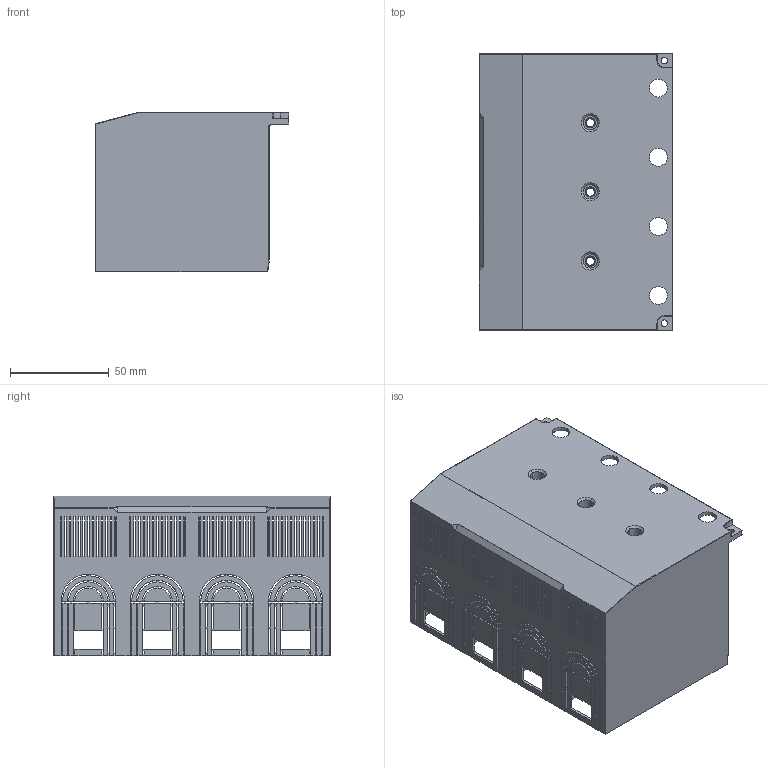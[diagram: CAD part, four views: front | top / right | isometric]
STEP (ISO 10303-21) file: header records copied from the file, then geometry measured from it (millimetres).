
FILE_DESCRIPTION(/* description */ (''),/* implementation_level */ '2;1');
FILE_NAME(/* name */ 'FILE_STP_CAD_DRAWING_3D_P5X841L_prt.stp',/* time_stamp */ '2025-07-28T15:43:03+02:00',/* author */ (''),/* organization */ (''),/* preprocessor_version */ 'ST-DEVELOPER v20',/* originating_system */ 'SIEMENS PLM Software NX2406.8500',/* authorisation */ '');
FILE_SCHEMA (('AUTOMOTIVE_DESIGN { 1 0 10303 214 3 1 1 1 }'));
Length unit declared in the file: millimetre
Products named in the file (1): 3D_P5X841L
Bounding box: 98.01 x 140 x 80.8 mm (x, y, z)
Surface area: 128955.5 mm2 (no closed solid volume)
Topology: 0 solids, 1 shells, 796 faces, 3457 edges, 2289 vertices
Faces by surface type: plane 496, cylinder 200, cone 65, torus 19, bspline 12, sphere 2, revolution 2
Entity records: 35862 total; most frequent: CARTESIAN_POINT 8346, ORIENTED_EDGE 5504, DIRECTION 5221, EDGE_CURVE 3457, LINE 2669, VECTOR 2669, VERTEX_POINT 2288, AXIS2_PLACEMENT_3D 1275
